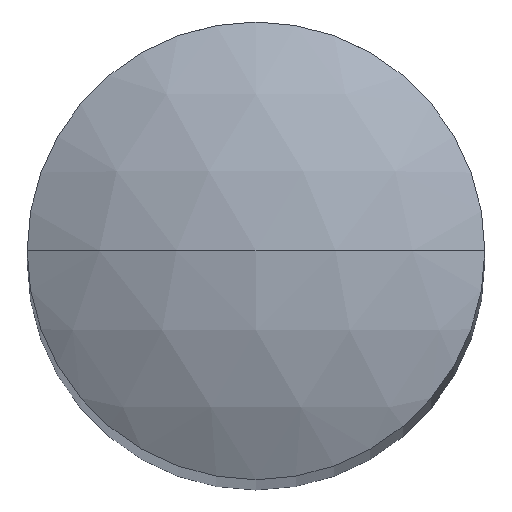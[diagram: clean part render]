
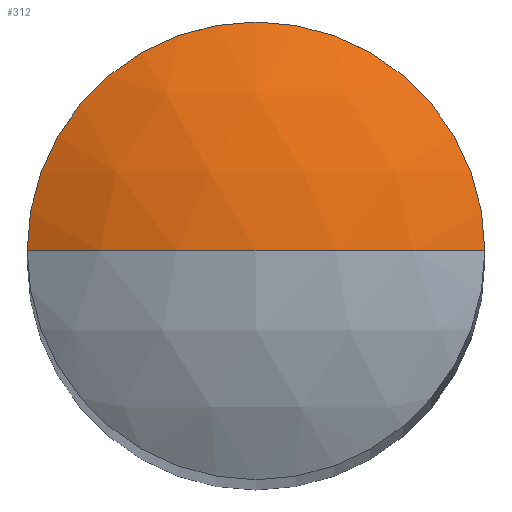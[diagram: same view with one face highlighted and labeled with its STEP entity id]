
A CAD part, top view. The second image highlights one B-rep face of the part: STEP entity #312.
In plain terms, the highlighted spherical face has radius 3 mm.
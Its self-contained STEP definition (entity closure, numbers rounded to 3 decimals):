
#60 = EDGE_CURVE ( 'NONE', #408, #102, #754, .T. ) ;
#63 = AXIS2_PLACEMENT_3D ( 'NONE', #620, #161, #237 ) ;
#76 = AXIS2_PLACEMENT_3D ( 'NONE', #307, #292, #394 ) ;
#102 = VERTEX_POINT ( 'NONE', #796 ) ;
#124 = AXIS2_PLACEMENT_3D ( 'NONE', #226, #496, #216 ) ;
#138 = EDGE_CURVE ( 'NONE', #658, #408, #209, .T. ) ;
#161 = DIRECTION ( 'NONE',  ( 0., -1., 0. ) ) ;
#176 = EDGE_CURVE ( 'NONE', #658, #102, #519, .T. ) ;
#197 = SPHERICAL_SURFACE ( 'NONE', #63, 3. ) ;
#209 = CIRCLE ( 'NONE', #76, 3. ) ;
#216 = DIRECTION ( 'NONE',  ( 0., 0., 1. ) ) ;
#226 = CARTESIAN_POINT ( 'NONE',  ( 0., 0., 17. ) ) ;
#237 = DIRECTION ( 'NONE',  ( 1., 0., 0. ) ) ;
#241 = ORIENTED_EDGE ( 'NONE', *, *, #138, .F. ) ;
#292 = DIRECTION ( 'NONE',  ( 0., -1., 0. ) ) ;
#307 = CARTESIAN_POINT ( 'NONE',  ( 0., 0., 17. ) ) ;
#312 = ADVANCED_FACE ( 'NONE', ( #426 ), #197, .T. ) ;
#370 = EDGE_LOOP ( 'NONE', ( #241, #534, #770 ) ) ;
#394 = DIRECTION ( 'NONE',  ( 1., 0., 0. ) ) ;
#408 = VERTEX_POINT ( 'NONE', #524 ) ;
#412 = CARTESIAN_POINT ( 'NONE',  ( 0., 0., 20. ) ) ;
#421 = CARTESIAN_POINT ( 'NONE',  ( 0., 0., 19.598 ) ) ;
#426 = FACE_OUTER_BOUND ( 'NONE', #370, .T. ) ;
#438 = DIRECTION ( 'NONE',  ( 0., 0., -1. ) ) ;
#447 = AXIS2_PLACEMENT_3D ( 'NONE', #421, #438, #448 ) ;
#448 = DIRECTION ( 'NONE',  ( -1., 0., 0. ) ) ;
#496 = DIRECTION ( 'NONE',  ( 0., 1., 0. ) ) ;
#519 = CIRCLE ( 'NONE', #124, 3. ) ;
#524 = CARTESIAN_POINT ( 'NONE',  ( -1.5, 0., 19.598 ) ) ;
#534 = ORIENTED_EDGE ( 'NONE', *, *, #176, .T. ) ;
#620 = CARTESIAN_POINT ( 'NONE',  ( 0., 0., 17. ) ) ;
#658 = VERTEX_POINT ( 'NONE', #412 ) ;
#754 = CIRCLE ( 'NONE', #447, 1.5 ) ;
#770 = ORIENTED_EDGE ( 'NONE', *, *, #60, .F. ) ;
#796 = CARTESIAN_POINT ( 'NONE',  ( 1.5, 0., 19.598 ) ) ;
